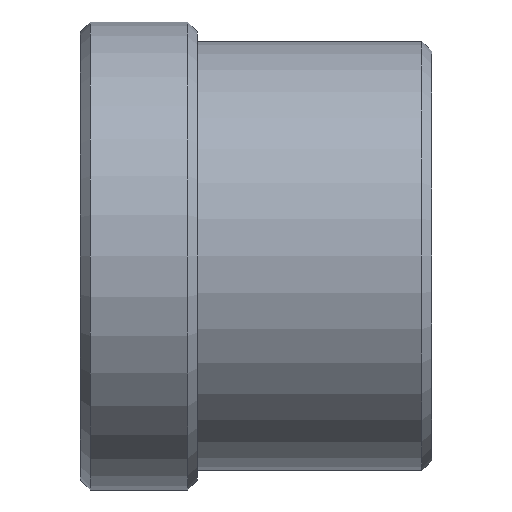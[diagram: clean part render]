
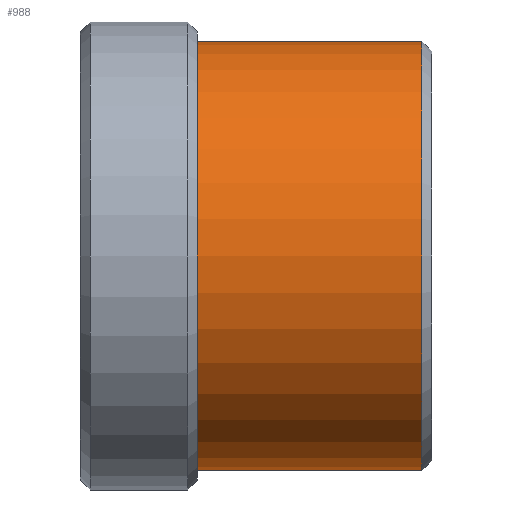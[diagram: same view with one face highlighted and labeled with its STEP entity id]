
A CAD part, front view. The second image highlights one B-rep face of the part: STEP entity #988.
In plain terms, the highlighted cylindrical face has radius 11 mm (diameter 22 mm), a partial arc.
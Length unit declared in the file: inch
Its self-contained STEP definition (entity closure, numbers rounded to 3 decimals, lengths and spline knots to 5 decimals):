
#57 = CARTESIAN_POINT ( 'NONE',  ( 0.36901, 0., 0. ) ) ;
#118 = CARTESIAN_POINT ( 'NONE',  ( 0.36901, 0., -0.43307 ) ) ;
#130 = CIRCLE ( 'NONE', #778, 0.43307 ) ;
#223 = DIRECTION ( 'NONE',  ( -1., 0., 0. ) ) ;
#359 = EDGE_CURVE ( 'NONE', #1749, #1321, #130, .T. ) ;
#364 = EDGE_CURVE ( 'NONE', #1749, #828, #1182, .T. ) ;
#426 = EDGE_LOOP ( 'NONE', ( #1305, #1342, #1651, #1025 ) ) ;
#444 = DIRECTION ( 'NONE',  ( 0., 0., 1. ) ) ;
#447 = AXIS2_PLACEMENT_3D ( 'NONE', #1091, #1667, #444 ) ;
#519 = DIRECTION ( 'NONE',  ( 0., 0., 1. ) ) ;
#541 = CARTESIAN_POINT ( 'NONE',  ( -0.48733, 0., 0.43307 ) ) ;
#551 = DIRECTION ( 'NONE',  ( 0., 0., 1. ) ) ;
#560 = CARTESIAN_POINT ( 'NONE',  ( -0.48733, 0., 0. ) ) ;
#716 = DIRECTION ( 'NONE',  ( -1., 0., 0. ) ) ;
#763 = FACE_OUTER_BOUND ( 'NONE', #426, .T. ) ;
#778 = AXIS2_PLACEMENT_3D ( 'NONE', #57, #223, #519 ) ;
#787 = DIRECTION ( 'NONE',  ( -1., 0., 0. ) ) ;
#809 = EDGE_CURVE ( 'NONE', #1945, #828, #1276, .T. ) ;
#821 = LINE ( 'NONE', #541, #1468 ) ;
#828 = VERTEX_POINT ( 'NONE', #1372 ) ;
#884 = DIRECTION ( 'NONE',  ( -1., 0., 0. ) ) ;
#978 = CARTESIAN_POINT ( 'NONE',  ( -0.08375, 0., 0.43307 ) ) ;
#988 = ADVANCED_FACE ( 'NONE', ( #763 ), #1187, .T. ) ;
#997 = EDGE_CURVE ( 'NONE', #1321, #1945, #821, .T. ) ;
#1025 = ORIENTED_EDGE ( 'NONE', *, *, #809, .T. ) ;
#1091 = CARTESIAN_POINT ( 'NONE',  ( -0.08375, 0., 0. ) ) ;
#1182 = LINE ( 'NONE', #1772, #1936 ) ;
#1187 = CYLINDRICAL_SURFACE ( 'NONE', #1980, 0.43307 ) ;
#1276 = CIRCLE ( 'NONE', #447, 0.43307 ) ;
#1305 = ORIENTED_EDGE ( 'NONE', *, *, #364, .F. ) ;
#1321 = VERTEX_POINT ( 'NONE', #1956 ) ;
#1342 = ORIENTED_EDGE ( 'NONE', *, *, #359, .T. ) ;
#1372 = CARTESIAN_POINT ( 'NONE',  ( -0.08375, 0., -0.43307 ) ) ;
#1468 = VECTOR ( 'NONE', #716, 39.37008 ) ;
#1651 = ORIENTED_EDGE ( 'NONE', *, *, #997, .T. ) ;
#1667 = DIRECTION ( 'NONE',  ( 1., 0., 0. ) ) ;
#1749 = VERTEX_POINT ( 'NONE', #118 ) ;
#1772 = CARTESIAN_POINT ( 'NONE',  ( -0.48733, 0., -0.43307 ) ) ;
#1936 = VECTOR ( 'NONE', #787, 39.37008 ) ;
#1945 = VERTEX_POINT ( 'NONE', #978 ) ;
#1956 = CARTESIAN_POINT ( 'NONE',  ( 0.36901, 0., 0.43307 ) ) ;
#1980 = AXIS2_PLACEMENT_3D ( 'NONE', #560, #884, #551 ) ;
